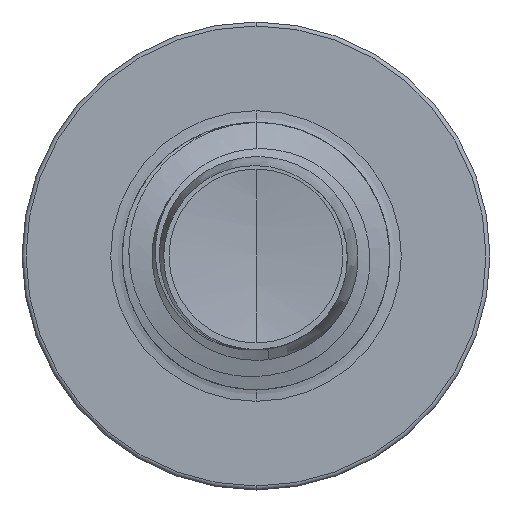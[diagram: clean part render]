
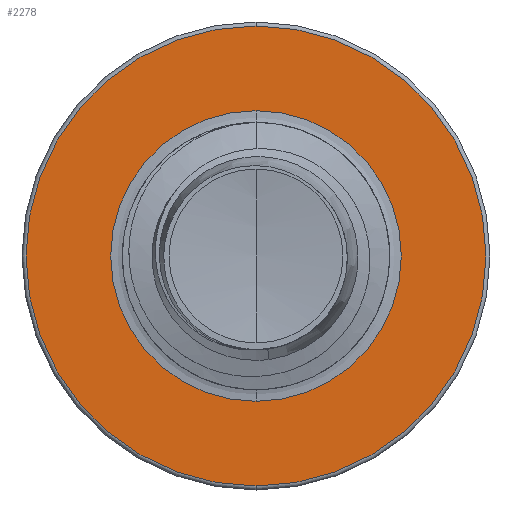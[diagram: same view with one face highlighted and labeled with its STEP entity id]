
A CAD part, front view. The second image highlights one B-rep face of the part: STEP entity #2278.
In plain terms, the highlighted planar face has unit normal (0, -1, 0).
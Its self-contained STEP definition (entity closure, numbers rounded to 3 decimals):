
#2278 = ADVANCED_FACE ( 'NONE', ( #17542, #12735 ), #4568, .F. ) ;
#3349 = ORIENTED_EDGE ( 'NONE', *, *, #16882, .F. ) ;
#4495 = DIRECTION ( 'NONE',  ( 0., 0., 1. ) ) ;
#4517 = DIRECTION ( 'NONE',  ( 0., 1., 0. ) ) ;
#4568 = PLANE ( 'NONE',  #14813 ) ;
#4857 = CARTESIAN_POINT ( 'NONE',  ( 0., 5., -2.174 ) ) ;
#5008 = AXIS2_PLACEMENT_3D ( 'NONE', #7906, #7883, #7859 ) ;
#5416 = DIRECTION ( 'NONE',  ( 0., 0., 1. ) ) ;
#5421 = DIRECTION ( 'NONE',  ( 0., 1., 0. ) ) ;
#5449 = CARTESIAN_POINT ( 'NONE',  ( 0., 5., 0. ) ) ;
#6893 = EDGE_CURVE ( 'NONE', #16131, #9060, #12696, .T. ) ;
#7391 = DIRECTION ( 'NONE',  ( 0., 0., 1. ) ) ;
#7517 = DIRECTION ( 'NONE',  ( 0., 1., 0. ) ) ;
#7588 = CARTESIAN_POINT ( 'NONE',  ( 0., 5., 0. ) ) ;
#7859 = DIRECTION ( 'NONE',  ( 0., 0., 1. ) ) ;
#7883 = DIRECTION ( 'NONE',  ( 0., 1., 0. ) ) ;
#7906 = CARTESIAN_POINT ( 'NONE',  ( 0., 5., 0. ) ) ;
#9060 = VERTEX_POINT ( 'NONE', #9067 ) ;
#9067 = CARTESIAN_POINT ( 'NONE',  ( 0., 5., 2.174 ) ) ;
#9253 = CARTESIAN_POINT ( 'NONE',  ( 0., 5., -2.174 ) ) ;
#11160 = VERTEX_POINT ( 'NONE', #13084 ) ;
#11239 = DIRECTION ( 'NONE',  ( 0., 0., 1. ) ) ;
#11270 = DIRECTION ( 'NONE',  ( 0., 1., 0. ) ) ;
#11318 = CARTESIAN_POINT ( 'NONE',  ( 0., 5., 0. ) ) ;
#11995 = CIRCLE ( 'NONE', #14221, 2.174 ) ;
#12634 = ORIENTED_EDGE ( 'NONE', *, *, #17341, .T. ) ;
#12696 = CIRCLE ( 'NONE', #13463, 2.174 ) ;
#12735 = FACE_BOUND ( 'NONE', #13629, .T. ) ;
#13084 = CARTESIAN_POINT ( 'NONE',  ( 0., 5., -3.44 ) ) ;
#13416 = CARTESIAN_POINT ( 'NONE',  ( 0., 5., 3.44 ) ) ;
#13463 = AXIS2_PLACEMENT_3D ( 'NONE', #7588, #7517, #7391 ) ;
#13629 = EDGE_LOOP ( 'NONE', ( #12634, #15813 ) ) ;
#14221 = AXIS2_PLACEMENT_3D ( 'NONE', #5449, #5421, #5416 ) ;
#14813 = AXIS2_PLACEMENT_3D ( 'NONE', #4857, #4517, #4495 ) ;
#14959 = VERTEX_POINT ( 'NONE', #13416 ) ;
#15536 = ORIENTED_EDGE ( 'NONE', *, *, #17987, .F. ) ;
#15686 = CIRCLE ( 'NONE', #16366, 3.44 ) ;
#15813 = ORIENTED_EDGE ( 'NONE', *, *, #6893, .T. ) ;
#16131 = VERTEX_POINT ( 'NONE', #9253 ) ;
#16366 = AXIS2_PLACEMENT_3D ( 'NONE', #11318, #11270, #11239 ) ;
#16882 = EDGE_CURVE ( 'NONE', #11160, #14959, #15686, .T. ) ;
#16998 = CIRCLE ( 'NONE', #5008, 3.44 ) ;
#17341 = EDGE_CURVE ( 'NONE', #9060, #16131, #11995, .T. ) ;
#17542 = FACE_OUTER_BOUND ( 'NONE', #17568, .T. ) ;
#17568 = EDGE_LOOP ( 'NONE', ( #15536, #3349 ) ) ;
#17987 = EDGE_CURVE ( 'NONE', #14959, #11160, #16998, .T. ) ;
